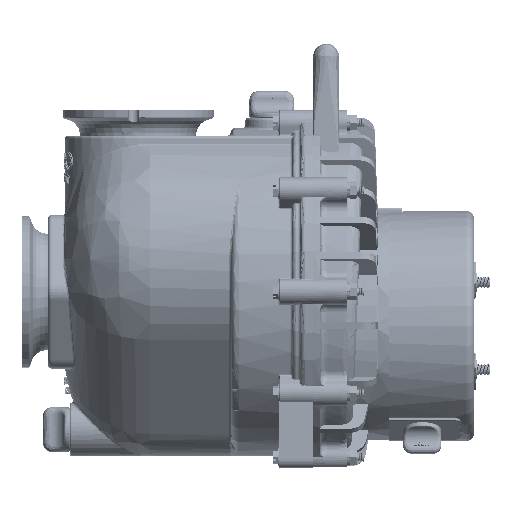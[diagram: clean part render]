
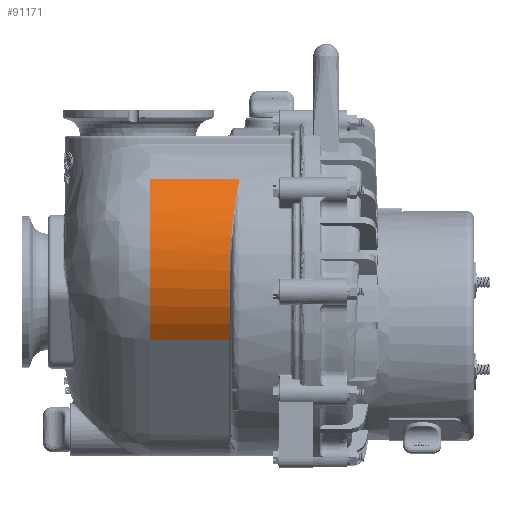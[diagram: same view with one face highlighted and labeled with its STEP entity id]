
A CAD part, top view. The second image highlights one B-rep face of the part: STEP entity #91171.
In plain terms, the highlighted cylindrical face has radius 90.424 mm (diameter 180.848 mm), a partial arc.
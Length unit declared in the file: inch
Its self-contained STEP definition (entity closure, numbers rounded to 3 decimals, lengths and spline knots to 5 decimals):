
#5564=CYLINDRICAL_SURFACE('',#99312,3.56);
#9075=FACE_OUTER_BOUND('',#14679,.T.);
#14679=EDGE_LOOP('',(#75295,#75296,#75297,#75298,#75299));
#19278=CIRCLE('',#98591,3.56);
#19321=CIRCLE('',#98654,3.56);
#24295=B_SPLINE_CURVE_WITH_KNOTS('',3,(#208991,#208992,#208993,#208994,
#208995,#208996,#208997,#208998,#208999,#209000,#209001,#209002,#209003,
#209004,#209005),.UNSPECIFIED.,.F.,.F.,(4,2,1,1,1,1,1,1,1,1,1,4),(-7.60079,
-7.59292,-6.83363,-6.07434,-5.31504,
-4.55575,-3.79646,-3.03717,-2.27788,
-1.51858,-0.75929,0.),.UNSPECIFIED.);
#27498=LINE('',#187773,#32707);
#28350=LINE('',#212321,#33559);
#32707=VECTOR('',#112035,0.3937);
#33559=VECTOR('',#115447,0.3937);
#40107=VERTEX_POINT('',#187770);
#40108=VERTEX_POINT('',#187772);
#40879=VERTEX_POINT('',#208504);
#40923=VERTEX_POINT('',#208891);
#40925=VERTEX_POINT('',#208897);
#51143=EDGE_CURVE('',#40107,#40108,#27498,.T.);
#52349=EDGE_CURVE('',#40879,#40107,#19278,.T.);
#52425=EDGE_CURVE('',#40925,#40923,#19321,.T.);
#52428=EDGE_CURVE('',#40108,#40925,#24295,.T.);
#53215=EDGE_CURVE('',#40879,#40923,#28350,.T.);
#75295=ORIENTED_EDGE('',*,*,#52428,.F.);
#75296=ORIENTED_EDGE('',*,*,#51143,.F.);
#75297=ORIENTED_EDGE('',*,*,#52349,.F.);
#75298=ORIENTED_EDGE('',*,*,#53215,.T.);
#75299=ORIENTED_EDGE('',*,*,#52425,.F.);
#91171=ADVANCED_FACE('',(#9075),#5564,.T.);
#98591=AXIS2_PLACEMENT_3D('',#208506,#113619,#113620);
#98654=AXIS2_PLACEMENT_3D('',#208899,#113770,#113771);
#99312=AXIS2_PLACEMENT_3D('',#212322,#115448,#115449);
#112035=DIRECTION('',(0.,0.,1.));
#113619=DIRECTION('center_axis',(0.,0.,-1.));
#113620=DIRECTION('ref_axis',(-1.,0.031,0.));
#113770=DIRECTION('center_axis',(0.,0.,1.));
#113771=DIRECTION('ref_axis',(-0.943,-0.333,0.));
#115447=DIRECTION('',(0.,0.,1.));
#115448=DIRECTION('center_axis',(0.,0.,1.));
#115449=DIRECTION('ref_axis',(-0.73,0.684,0.));
#187770=CARTESIAN_POINT('',(-3.51737,3.29553,-4.8));
#187772=CARTESIAN_POINT('',(-3.51737,3.29553,-2.17));
#187773=CARTESIAN_POINT('',(-3.51737,3.29553,-7.3));
#208504=CARTESIAN_POINT('',(-3.66151,-1.40894,-4.8));
#208506=CARTESIAN_POINT('Origin',(-0.91948,0.86149,-4.8));
#208891=CARTESIAN_POINT('',(-3.66151,-1.40894,-2.48));
#208897=CARTESIAN_POINT('',(-4.47032,0.60635,-2.48));
#208899=CARTESIAN_POINT('Origin',(-0.91948,0.86149,-2.48));
#208991=CARTESIAN_POINT('Ctrl Pts',(-3.51737,3.29553,
-2.17));
#208992=CARTESIAN_POINT('Ctrl Pts',(-3.51805,3.2948,-2.17015));
#208993=CARTESIAN_POINT('Ctrl Pts',(-3.51874,3.29407,-2.1703));
#208994=CARTESIAN_POINT('Ctrl Pts',(-3.58564,3.22254,-2.18511));
#208995=CARTESIAN_POINT('Ctrl Pts',(-3.71255,3.07527,
-2.21448));
#208996=CARTESIAN_POINT('Ctrl Pts',(-3.88465,2.8388,
-2.25795));
#208997=CARTESIAN_POINT('Ctrl Pts',(-4.03632,2.58984,
-2.29986));
#208998=CARTESIAN_POINT('Ctrl Pts',(-4.16741,2.32885,
-2.33969));
#208999=CARTESIAN_POINT('Ctrl Pts',(-4.27708,2.05675,
-2.37671));
#209000=CARTESIAN_POINT('Ctrl Pts',(-4.36373,1.77763,
-2.40978));
#209001=CARTESIAN_POINT('Ctrl Pts',(-4.42769,1.49011,
-2.43829));
#209002=CARTESIAN_POINT('Ctrl Pts',(-4.46779,1.19669,
-2.46092));
#209003=CARTESIAN_POINT('Ctrl Pts',(-4.48336,0.90085,
-2.47609));
#209004=CARTESIAN_POINT('Ctrl Pts',(-4.47735,0.7041,
-2.48));
#209005=CARTESIAN_POINT('Ctrl Pts',(-4.47032,0.60635,
-2.48));
#212321=CARTESIAN_POINT('',(-3.66151,-1.40894,-7.3));
#212322=CARTESIAN_POINT('Origin',(-0.91948,0.86149,-7.3));
